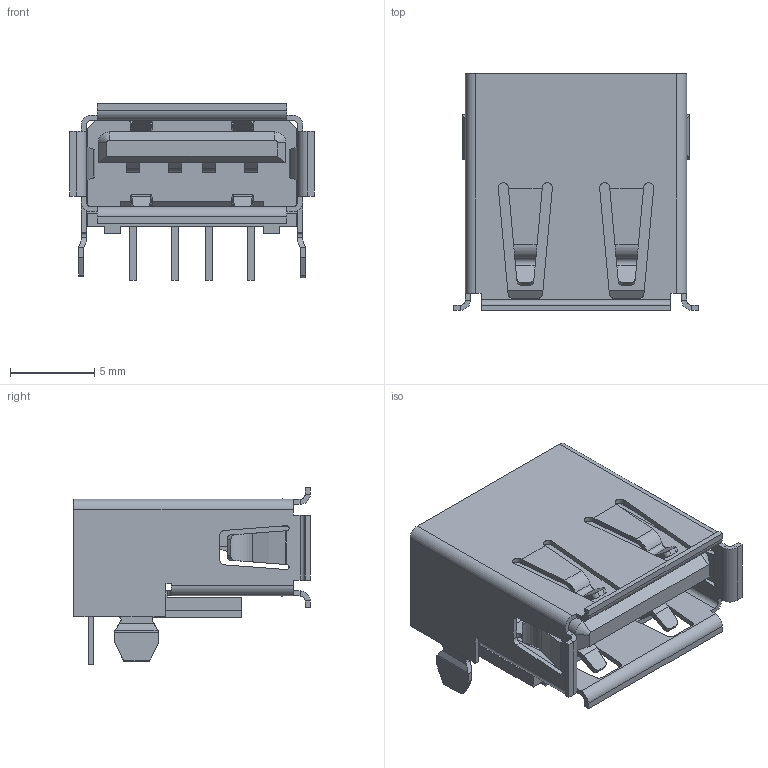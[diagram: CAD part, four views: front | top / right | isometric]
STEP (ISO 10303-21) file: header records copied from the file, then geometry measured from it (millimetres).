
FILE_DESCRIPTION(('FreeCAD Model'),'2;1');
FILE_NAME('87520-0010ALF_SW0001.step', '2017-07-29T16:23:35',('kicad StepUp'),('ksu MCAD'), 'Open CASCADE STEP processor 6.8','FreeCAD','Unknown');
FILE_SCHEMA(('AUTOMOTIVE_DESIGN_CC2 { 1 2 10303 214 -1 1 5 4 }'));
Length unit declared in the file: millimetre
Products named in the file (2): ASSEMBLY; 87520-0010ALF_SW0001
Assembly tree (1 placements, depth 2):
  ASSEMBLY
    87520-0010ALF_SW0001
Bounding box: 14.5 x 14 x 10.48 mm (x, y, z)
Volume: 723.5 mm3; surface area: 1573.7 mm2
Topology: 1 solids, 1 shells, 357 faces, 971 edges, 616 vertices
Faces by surface type: plane 241, cylinder 114, cone 2
Entity records: 13961 total; most frequent: CARTESIAN_POINT 2450, ORIENTED_EDGE 1942, DIRECTION 1755, EDGE_CURVE 971, LINE 729, VECTOR 729, VERTEX_POINT 616, AXIS2_PLACEMENT_3D 513
